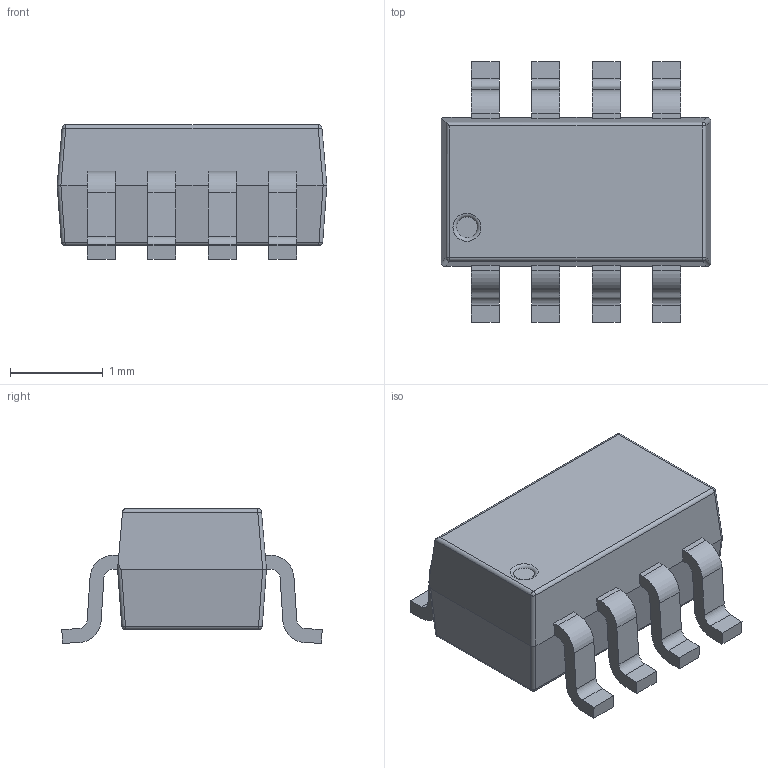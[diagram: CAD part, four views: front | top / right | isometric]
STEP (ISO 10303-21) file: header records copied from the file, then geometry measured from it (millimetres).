
FILE_DESCRIPTION(/* description */ (''),/* implementation_level */ '2;1');
FILE_NAME(/* name */ 'TI - SOT-23-8 - DCN.step',/* time_stamp */ '2019-12-02T17:42:08+00:00',/* author */ (''),/* organization */ (''),/* preprocessor_version */ 'ST-DEVELOPER v18',/* originating_system */ 'Autodesk Translation Framework v8.12.0.6',/* authorisation */ '');
FILE_SCHEMA (('AUTOMOTIVE_DESIGN { 1 0 10303 214 3 1 1 }'));
Length unit declared in the file: millimetre
Products named in the file (1): TI - SOT-23-8 - DCN
Bounding box: 2.9 x 2.8 x 1.45 mm (x, y, z)
Volume: 6.2 mm3; surface area: 28.3 mm2
Topology: 1 solids, 1 shells, 138 faces, 367 edges, 232 vertices
Faces by surface type: plane 83, cylinder 47, sphere 7, torus 1
Entity records: 4329 total; most frequent: DIRECTION 739, CARTESIAN_POINT 738, ORIENTED_EDGE 734, EDGE_CURVE 367, LINE 273, VECTOR 273, AXIS2_PLACEMENT_3D 233, VERTEX_POINT 232
